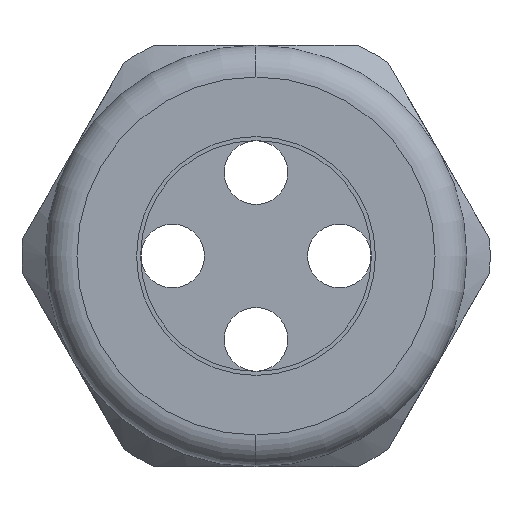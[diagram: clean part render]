
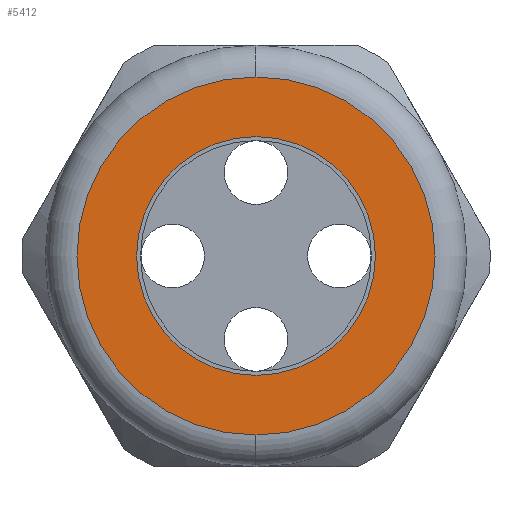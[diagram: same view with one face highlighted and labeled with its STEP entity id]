
A CAD part, left-side view. The second image highlights one B-rep face of the part: STEP entity #5412.
In plain terms, the highlighted planar face has unit normal (-1, 0, 0).
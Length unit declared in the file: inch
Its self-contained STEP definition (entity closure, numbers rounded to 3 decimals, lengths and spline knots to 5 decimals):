
#1923 = DIRECTION ( 'NONE',  ( 0., 0., 1. ) ) ;
#1924 = DIRECTION ( 'NONE',  ( -1., 0., 0. ) ) ;
#1925 = CARTESIAN_POINT ( 'NONE',  ( -1.41, 0.53, 0. ) ) ;
#1926 = AXIS2_PLACEMENT_3D ( 'NONE', #1925, #1924, #1923 ) ;
#1927 = PLANE ( 'NONE',  #1926 ) ;
#1928 = FACE_BOUND ( 'NONE', #5423, .T. ) ;
#1929 = FACE_OUTER_BOUND ( 'NONE', #5425, .T. ) ;
#1967 = DIRECTION ( 'NONE',  ( 0., 0., -1. ) ) ;
#1968 = DIRECTION ( 'NONE',  ( 1., 0., 0. ) ) ;
#1969 = CARTESIAN_POINT ( 'NONE',  ( -1.41, 0., 0. ) ) ;
#1970 = AXIS2_PLACEMENT_3D ( 'NONE', #1969, #1968, #1967 ) ;
#1971 = CIRCLE ( 'NONE', #1970, 0.3 ) ;
#1989 = DIRECTION ( 'NONE',  ( 0., 0., 1. ) ) ;
#1990 = DIRECTION ( 'NONE',  ( -1., 0., 0. ) ) ;
#1991 = CARTESIAN_POINT ( 'NONE',  ( -1.41, 0., 0. ) ) ;
#1992 = AXIS2_PLACEMENT_3D ( 'NONE', #1991, #1990, #1989 ) ;
#1993 = CIRCLE ( 'NONE', #1992, 0.45 ) ;
#2459 = EDGE_CURVE ( 'NONE', #2463, #2465, #4119, .T. ) ;
#2463 = VERTEX_POINT ( 'NONE', #4108 ) ;
#2465 = VERTEX_POINT ( 'NONE', #4102 ) ;
#2494 = VERTEX_POINT ( 'NONE', #4173 ) ;
#2495 = EDGE_CURVE ( 'NONE', #2494, #2497, #4172, .T. ) ;
#2497 = VERTEX_POINT ( 'NONE', #4167 ) ;
#4102 = CARTESIAN_POINT ( 'NONE',  ( -1.41, 0., -0.45 ) ) ;
#4108 = CARTESIAN_POINT ( 'NONE',  ( -1.41, 0., 0.45 ) ) ;
#4115 = DIRECTION ( 'NONE',  ( 0., 0., 1. ) ) ;
#4116 = DIRECTION ( 'NONE',  ( -1., 0., 0. ) ) ;
#4117 = CARTESIAN_POINT ( 'NONE',  ( -1.41, 0., 0. ) ) ;
#4118 = AXIS2_PLACEMENT_3D ( 'NONE', #4117, #4116, #4115 ) ;
#4119 = CIRCLE ( 'NONE', #4118, 0.45 ) ;
#4167 = CARTESIAN_POINT ( 'NONE',  ( -1.41, 0., -0.3 ) ) ;
#4168 = DIRECTION ( 'NONE',  ( 0., 0., -1. ) ) ;
#4169 = DIRECTION ( 'NONE',  ( 1., 0., 0. ) ) ;
#4170 = CARTESIAN_POINT ( 'NONE',  ( -1.41, 0., 0. ) ) ;
#4171 = AXIS2_PLACEMENT_3D ( 'NONE', #4170, #4169, #4168 ) ;
#4172 = CIRCLE ( 'NONE', #4171, 0.3 ) ;
#4173 = CARTESIAN_POINT ( 'NONE',  ( -1.41, 0., 0.3 ) ) ;
#5412 = ADVANCED_FACE ( 'NONE', ( #1929, #1928 ), #1927, .T. ) ;
#5423 = EDGE_LOOP ( 'NONE', ( #5434, #5446 ) ) ;
#5424 = ORIENTED_EDGE ( 'NONE', *, *, #5444, .T. ) ;
#5425 = EDGE_LOOP ( 'NONE', ( #5426, #5424 ) ) ;
#5426 = ORIENTED_EDGE ( 'NONE', *, *, #2459, .T. ) ;
#5429 = EDGE_CURVE ( 'NONE', #2497, #2494, #1971, .T. ) ;
#5434 = ORIENTED_EDGE ( 'NONE', *, *, #5429, .T. ) ;
#5444 = EDGE_CURVE ( 'NONE', #2465, #2463, #1993, .T. ) ;
#5446 = ORIENTED_EDGE ( 'NONE', *, *, #2495, .T. ) ;
